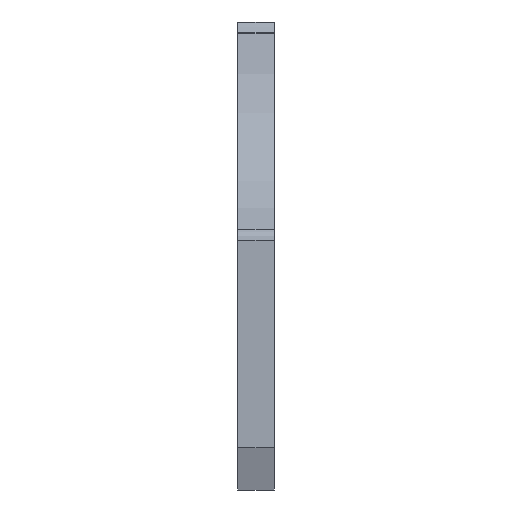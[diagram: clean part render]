
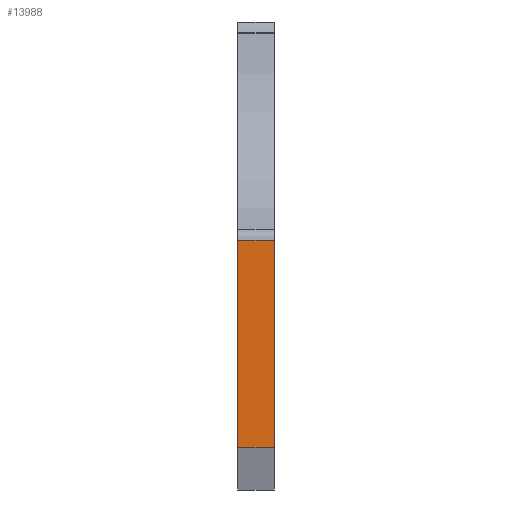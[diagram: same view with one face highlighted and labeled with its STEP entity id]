
A CAD part, top view. The second image highlights one B-rep face of the part: STEP entity #13988.
In plain terms, the highlighted planar face has unit normal (0, 0, 1).
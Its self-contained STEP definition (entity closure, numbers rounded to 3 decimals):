
#399 = DIRECTION ( 'NONE',  ( 0., 0., 1. ) ) ;
#524 = VECTOR ( 'NONE', #10711, 1000. ) ;
#580 = CARTESIAN_POINT ( 'NONE',  ( -1.5, 35., 1000. ) ) ;
#654 = VECTOR ( 'NONE', #15896, 1000. ) ;
#779 = LINE ( 'NONE', #580, #1183 ) ;
#826 = LINE ( 'NONE', #15598, #7525 ) ;
#930 = LINE ( 'NONE', #1734, #524 ) ;
#1183 = VECTOR ( 'NONE', #5834, 1000. ) ;
#1473 = CARTESIAN_POINT ( 'NONE',  ( 0., 0., 1000. ) ) ;
#1734 = CARTESIAN_POINT ( 'NONE',  ( -1.5, 17.026, 1000. ) ) ;
#4108 = DIRECTION ( 'NONE',  ( 0., 1., 0. ) ) ;
#5014 = EDGE_LOOP ( 'NONE', ( #12123, #15044, #9822, #6179 ) ) ;
#5834 = DIRECTION ( 'NONE',  ( 0., -1., 0. ) ) ;
#6179 = ORIENTED_EDGE ( 'NONE', *, *, #12252, .T. ) ;
#6856 = DIRECTION ( 'NONE',  ( 1., 0., 0. ) ) ;
#7389 = EDGE_CURVE ( 'NONE', #14037, #13063, #779, .T. ) ;
#7433 = AXIS2_PLACEMENT_3D ( 'NONE', #1473, #399, #6856 ) ;
#7525 = VECTOR ( 'NONE', #4108, 1000. ) ;
#8178 = VERTEX_POINT ( 'NONE', #16445 ) ;
#8358 = CARTESIAN_POINT ( 'NONE',  ( -1.5, 0., 1000. ) ) ;
#9573 = EDGE_CURVE ( 'NONE', #13772, #14037, #930, .T. ) ;
#9822 = ORIENTED_EDGE ( 'NONE', *, *, #7389, .T. ) ;
#10711 = DIRECTION ( 'NONE',  ( -1., 0., 0. ) ) ;
#12123 = ORIENTED_EDGE ( 'NONE', *, *, #13487, .T. ) ;
#12252 = EDGE_CURVE ( 'NONE', #13063, #8178, #14135, .T. ) ;
#13063 = VERTEX_POINT ( 'NONE', #8358 ) ;
#13071 = CARTESIAN_POINT ( 'NONE',  ( -1.5, 17.026, 1000. ) ) ;
#13228 = PLANE ( 'NONE',  #7433 ) ;
#13319 = CARTESIAN_POINT ( 'NONE',  ( -1.5, 0., 1000. ) ) ;
#13487 = EDGE_CURVE ( 'NONE', #8178, #13772, #826, .T. ) ;
#13756 = CARTESIAN_POINT ( 'NONE',  ( 1.5, 17.026, 1000. ) ) ;
#13772 = VERTEX_POINT ( 'NONE', #13756 ) ;
#13988 = ADVANCED_FACE ( 'NONE', ( #14495 ), #13228, .T. ) ;
#14037 = VERTEX_POINT ( 'NONE', #13071 ) ;
#14135 = LINE ( 'NONE', #13319, #654 ) ;
#14495 = FACE_OUTER_BOUND ( 'NONE', #5014, .T. ) ;
#15044 = ORIENTED_EDGE ( 'NONE', *, *, #9573, .T. ) ;
#15598 = CARTESIAN_POINT ( 'NONE',  ( 1.5, 35., 1000. ) ) ;
#15896 = DIRECTION ( 'NONE',  ( 1., 0., 0. ) ) ;
#16445 = CARTESIAN_POINT ( 'NONE',  ( 1.5, 0., 1000. ) ) ;
